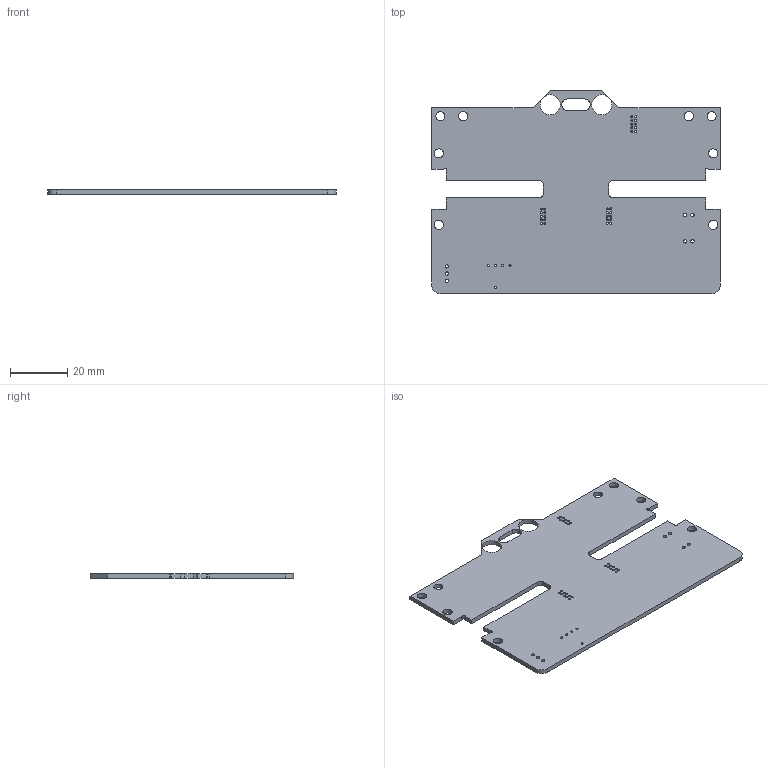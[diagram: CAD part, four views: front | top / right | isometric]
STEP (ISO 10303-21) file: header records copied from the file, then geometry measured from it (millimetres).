
FILE_DESCRIPTION(('KiCad electronic assembly'),'2;1');
FILE_NAME('robotrace_v1_main.step','2022-08-21T14:18:29',('Pcbnew'),( 'Kicad'),'Open CASCADE STEP processor 7.6','KiCad to STEP converter' ,'Unknown');
FILE_SCHEMA(('AUTOMOTIVE_DESIGN { 1 0 10303 214 1 1 1 1 }'));
Length unit declared in the file: millimetre
Products named in the file (2): robotrace_v1_main 1; robotrace_v1_main PCB
Assembly tree (1 placements, depth 2):
  robotrace_v1_main 1
    robotrace_v1_main PCB
Bounding box: 100.8 x 71 x 1.6 mm (x, y, z)
Volume: 9512.3 mm3; surface area: 13078.5 mm2
Topology: 1 solids, 1 shells, 100 faces, 294 edges, 196 vertices
Faces by surface type: cylinder 72, plane 28
Full cylindrical faces by diameter (mm): 0.7 x30, 0.762 x5, 1.19 x7, 3.2 x8, 7 x2
Entity records: 7483 total; most frequent: DIRECTION 1230, CARTESIAN_POINT 1180, LINE 594, VECTOR 594, ORIENTED_EDGE 588, PCURVE 588, DEFINITIONAL_REPRESENTATION 588, EDGE_CURVE 294
